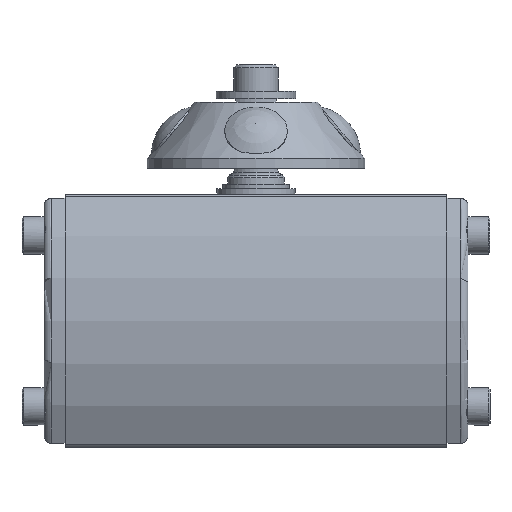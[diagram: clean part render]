
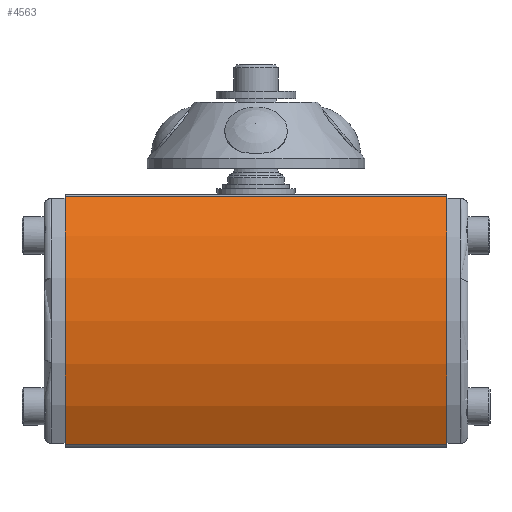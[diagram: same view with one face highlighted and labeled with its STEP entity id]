
A CAD part, left-side view. The second image highlights one B-rep face of the part: STEP entity #4563.
In plain terms, the highlighted cylindrical face has radius 57.1 mm (diameter 114.2 mm), a partial arc.
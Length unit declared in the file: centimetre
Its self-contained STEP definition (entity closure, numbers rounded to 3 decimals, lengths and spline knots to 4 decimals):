
#85=LINE('',#7883,#347);
#86=LINE('',#7886,#348);
#347=VECTOR('',#5613,8.652);
#348=VECTOR('',#5616,8.652);
#1192=FACE_OUTER_BOUND('',#1487,.T.);
#1487=EDGE_LOOP('',(#3483,#3484,#3485,#3486));
#1861=CIRCLE('',#4923,5.71);
#1862=CIRCLE('',#4924,5.71);
#2288=VERTEX_POINT('',#7879);
#2289=VERTEX_POINT('',#7880);
#2290=VERTEX_POINT('',#7882);
#2291=VERTEX_POINT('',#7884);
#2761=EDGE_CURVE('',#2288,#2289,#1861,.T.);
#2762=EDGE_CURVE('',#2290,#2289,#85,.T.);
#2763=EDGE_CURVE('',#2290,#2291,#1862,.T.);
#2764=EDGE_CURVE('',#2288,#2291,#86,.T.);
#3483=ORIENTED_EDGE('',*,*,#2761,.T.);
#3484=ORIENTED_EDGE('',*,*,#2762,.F.);
#3485=ORIENTED_EDGE('',*,*,#2763,.T.);
#3486=ORIENTED_EDGE('',*,*,#2764,.F.);
#4429=CYLINDRICAL_SURFACE('',#4922,5.71);
#4563=ADVANCED_FACE('',(#1192),#4429,.T.);
#4922=AXIS2_PLACEMENT_3D('',#7878,#5609,#5610);
#4923=AXIS2_PLACEMENT_3D('',#7881,#5611,#5612);
#4924=AXIS2_PLACEMENT_3D('',#7885,#5614,#5615);
#5609=DIRECTION('center_axis',(0.,-1.,0.));
#5610=DIRECTION('ref_axis',(0.866,0.,-0.501));
#5611=DIRECTION('center_axis',(0.,-1.,0.));
#5612=DIRECTION('ref_axis',(0.866,0.,-0.501));
#5613=DIRECTION('',(0.,1.,0.));
#5614=DIRECTION('center_axis',(0.,1.,0.));
#5615=DIRECTION('ref_axis',(0.866,0.,-0.501));
#5616=DIRECTION('',(0.,-1.,0.));
#7878=CARTESIAN_POINT('Origin',(3.0221,0.,
0.));
#7879=CARTESIAN_POINT('',(-1.9491,4.326,2.8092));
#7880=CARTESIAN_POINT('',(-1.9491,4.326,-2.8092));
#7881=CARTESIAN_POINT('Origin',(3.0221,4.326,0.));
#7882=CARTESIAN_POINT('',(-1.9491,-4.326,-2.8092));
#7883=CARTESIAN_POINT('',(-1.9491,0.,-2.8092));
#7884=CARTESIAN_POINT('',(-1.9491,-4.326,2.8092));
#7885=CARTESIAN_POINT('Origin',(3.0221,-4.326,0.));
#7886=CARTESIAN_POINT('',(-1.9491,0.,2.8092));
